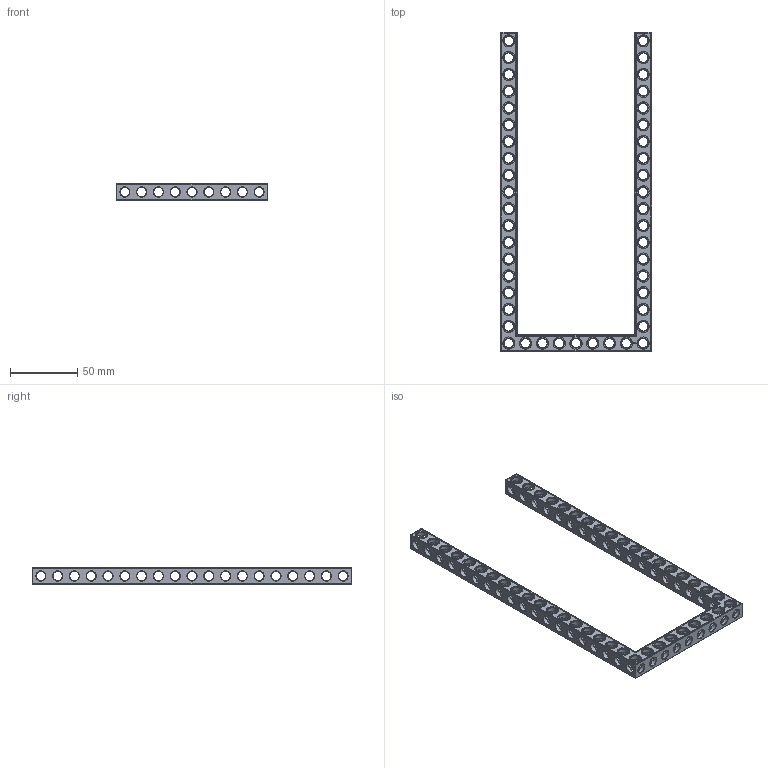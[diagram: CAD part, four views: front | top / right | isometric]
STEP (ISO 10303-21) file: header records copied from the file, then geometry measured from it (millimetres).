
FILE_DESCRIPTION(('FreeCAD Model'),'2;1');
FILE_NAME('Open CASCADE Shape Model','2022-02-25T10:54:52',('Author'),( ''),'Open CASCADE STEP processor 7.5','FreeCAD','Unknown');
FILE_SCHEMA(('AUTOMOTIVE_DESIGN { 1 0 10303 214 1 1 1 1 }'));
Products named in the file (1): Beam AGD ESS USH SYM BU09x19x01 - SPN-BEM-0440 (stemfie.org)
Bounding box: 112.5 x 237.5 x 12.5 mm (x, y, z)
Volume: 43980 mm3; surface area: 39224.2 mm2
Topology: 1 solids, 1 shells, 1006 faces, 3085 edges, 1981 vertices
Faces by surface type: plane 431, cylinder 271, cone 182, extrusion 122
Full cylindrical faces by diameter (mm): 6.98 x40, 7 x186, 9.2 x45
Entity records: 262980 total; most frequent: CARTESIAN_POINT 205560, DIRECTION 9331, ORIENTED_EDGE 6170, PCURVE 6170, DEFINITIONAL_REPRESENTATION 6170, VECTOR 5652, LINE 5530, EDGE_CURVE 3085
